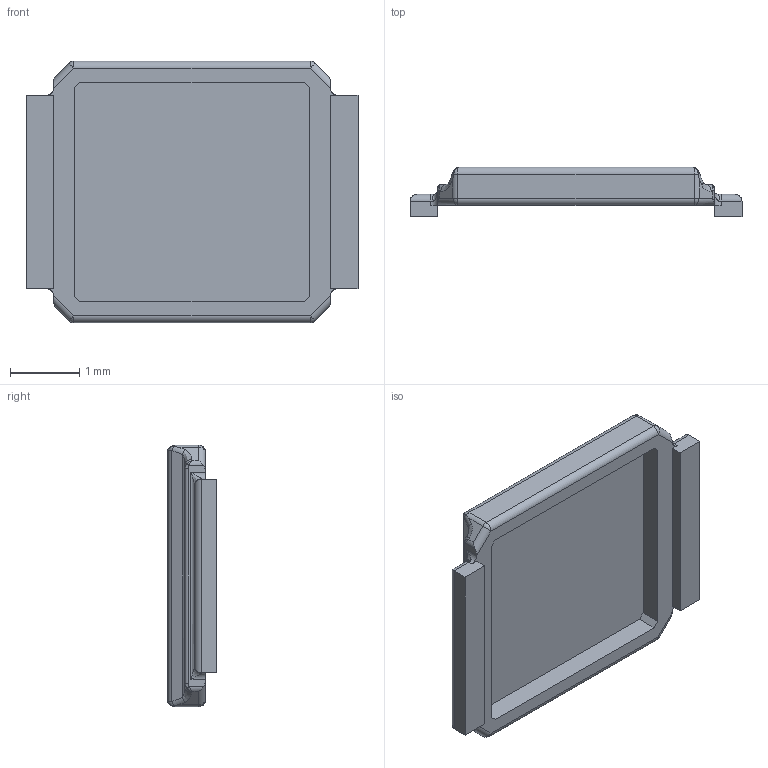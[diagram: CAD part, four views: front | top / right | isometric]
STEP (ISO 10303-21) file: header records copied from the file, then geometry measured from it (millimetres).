
FILE_DESCRIPTION (( 'STEP AP214' ), '1' );
FILE_NAME ('Directfet SC.STEP', '2021-12-16T19:37:35', ( '' ), ( '' ), 'SwSTEP 2.0', 'SolidWorks 2021', '' );
FILE_SCHEMA (( 'AUTOMOTIVE_DESIGN' ));
Length unit declared in the file: millimetre
Products named in the file (1): Directfet SC
Bounding box: 4.8 x 0.71 x 3.78 mm (x, y, z)
Volume: 5.3 mm3; surface area: 46.7 mm2
Topology: 1 solids, 1 shells, 109 faces, 268 edges, 152 vertices
Faces by surface type: cylinder 42, plane 35, bspline 16, sphere 12, torus 4
Entity records: 3402 total; most frequent: CARTESIAN_POINT 1044, ORIENTED_EDGE 516, DIRECTION 462, EDGE_CURVE 258, AXIS2_PLACEMENT_3D 166, VERTEX_POINT 152, VECTOR 130, LINE 130
